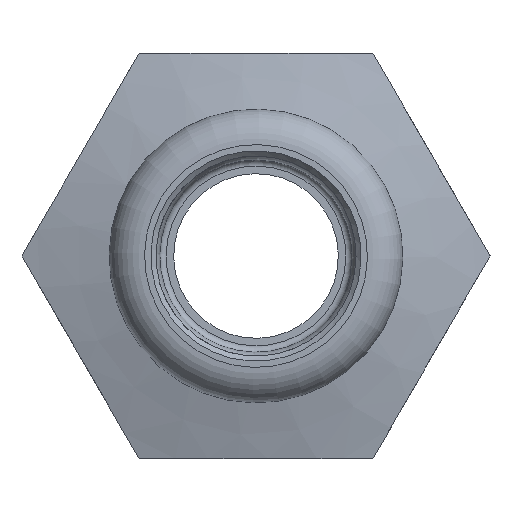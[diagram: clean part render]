
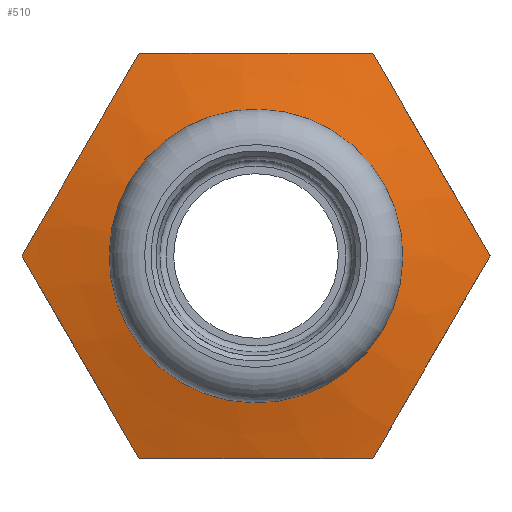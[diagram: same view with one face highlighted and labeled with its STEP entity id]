
A CAD part, left-side view. The second image highlights one B-rep face of the part: STEP entity #510.
In plain terms, the highlighted conical face has half-angle 75 degrees and reference radius 9.1 mm.
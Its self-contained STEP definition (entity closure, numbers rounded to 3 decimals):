
#28=(
BOUNDED_CURVE()
B_SPLINE_CURVE(2,(#877,#878,#879),.UNSPECIFIED.,.F.,.F.)
B_SPLINE_CURVE_WITH_KNOTS((3,3),(10.297,13.713),
 .UNSPECIFIED.)
CURVE()
GEOMETRIC_REPRESENTATION_ITEM()
RATIONAL_B_SPLINE_CURVE((3.719,3.731,3.452))
REPRESENTATION_ITEM('')
);
#29=(
BOUNDED_CURVE()
B_SPLINE_CURVE(2,(#882,#883,#884),.UNSPECIFIED.,.F.,.F.)
B_SPLINE_CURVE_WITH_KNOTS((3,3),(7.169,10.297),
 .UNSPECIFIED.)
CURVE()
GEOMETRIC_REPRESENTATION_ITEM()
RATIONAL_B_SPLINE_CURVE((3.452,3.708,3.719))
REPRESENTATION_ITEM('')
);
#30=(
BOUNDED_CURVE()
B_SPLINE_CURVE(2,(#887,#888,#889),.UNSPECIFIED.,.F.,.F.)
B_SPLINE_CURVE_WITH_KNOTS((3,3),(7.169,13.713),
 .UNSPECIFIED.)
CURVE()
GEOMETRIC_REPRESENTATION_ITEM()
RATIONAL_B_SPLINE_CURVE((3.452,3.987,3.452))
REPRESENTATION_ITEM('')
);
#38=CONICAL_SURFACE('',#588,9.1,1.309);
#39=B_SPLINE_CURVE_WITH_KNOTS('',5,(#772,#773,#774,#775,#776,#777,#778,
#779,#780,#781,#782,#783,#784,#785,#786),.UNSPECIFIED.,.F.,.F.,(6,3,3,3,
6),(0.,25.449,65.798,94.946,106.548),
 .UNSPECIFIED.);
#41=B_SPLINE_CURVE_WITH_KNOTS('',5,(#805,#806,#807,#808,#809,#810,#811,
#812,#813,#814,#815,#816,#817,#818,#819),.UNSPECIFIED.,.F.,.F.,(6,3,3,3,
6),(0.,25.449,65.798,94.946,106.548),
 .UNSPECIFIED.);
#45=B_SPLINE_CURVE_WITH_KNOTS('',5,(#896,#897,#898,#899,#900,#901,#902,
#903,#904,#905,#906,#907,#908,#909,#910),.UNSPECIFIED.,.F.,.F.,(6,3,3,3,
6),(0.,25.449,65.798,94.946,106.548),
 .UNSPECIFIED.);
#46=B_SPLINE_CURVE_WITH_KNOTS('',5,(#913,#914,#915,#916,#917,#918,#919,
#920,#921,#922,#923,#924,#925,#926,#927),.UNSPECIFIED.,.F.,.F.,(6,3,3,3,
6),(0.,25.449,65.798,94.946,106.548),
 .UNSPECIFIED.);
#80=FACE_OUTER_BOUND('',#114,.T.);
#114=EDGE_LOOP('',(#408,#409,#410,#411,#412,#413,#414,#415,#416,#417,#418));
#141=LINE('',#988,#161);
#161=VECTOR('',#720,9.1);
#189=CIRCLE('',#589,9.841);
#190=CIRCLE('',#590,9.841);
#202=VERTEX_POINT('',#770);
#203=VERTEX_POINT('',#771);
#206=VERTEX_POINT('',#804);
#213=VERTEX_POINT('',#876);
#214=VERTEX_POINT('',#880);
#215=VERTEX_POINT('',#886);
#217=VERTEX_POINT('',#895);
#235=VERTEX_POINT('',#987);
#236=VERTEX_POINT('',#989);
#246=EDGE_CURVE('',#202,#203,#39,.T.);
#250=EDGE_CURVE('',#203,#206,#41,.T.);
#260=EDGE_CURVE('',#202,#213,#28,.F.);
#262=EDGE_CURVE('',#213,#214,#29,.F.);
#263=EDGE_CURVE('',#215,#206,#30,.F.);
#266=EDGE_CURVE('',#217,#214,#45,.T.);
#268=EDGE_CURVE('',#215,#217,#46,.T.);
#297=EDGE_CURVE('',#213,#235,#141,.T.);
#298=EDGE_CURVE('',#236,#235,#189,.F.);
#299=EDGE_CURVE('',#235,#236,#190,.F.);
#408=ORIENTED_EDGE('',*,*,#260,.T.);
#409=ORIENTED_EDGE('',*,*,#297,.T.);
#410=ORIENTED_EDGE('',*,*,#298,.F.);
#411=ORIENTED_EDGE('',*,*,#299,.F.);
#412=ORIENTED_EDGE('',*,*,#297,.F.);
#413=ORIENTED_EDGE('',*,*,#262,.T.);
#414=ORIENTED_EDGE('',*,*,#266,.F.);
#415=ORIENTED_EDGE('',*,*,#268,.F.);
#416=ORIENTED_EDGE('',*,*,#263,.T.);
#417=ORIENTED_EDGE('',*,*,#250,.F.);
#418=ORIENTED_EDGE('',*,*,#246,.F.);
#510=ADVANCED_FACE('',(#80),#38,.T.);
#588=AXIS2_PLACEMENT_3D('',#986,#718,#719);
#589=AXIS2_PLACEMENT_3D('',#990,#721,#722);
#590=AXIS2_PLACEMENT_3D('',#991,#723,#724);
#718=DIRECTION('center_axis',(1.,0.,0.));
#719=DIRECTION('ref_axis',(0.,-0.878,-0.479));
#720=DIRECTION('',(-0.259,-0.848,-0.463));
#721=DIRECTION('center_axis',(1.,0.,0.));
#722=DIRECTION('ref_axis',(0.,-1.,0.));
#723=DIRECTION('center_axis',(1.,0.,0.));
#724=DIRECTION('ref_axis',(0.,-1.,0.));
#770=CARTESIAN_POINT('',(17.312,9.238,16.));
#771=CARTESIAN_POINT('',(17.312,-9.238,16.));
#772=CARTESIAN_POINT('Ctrl Pts',(17.312,9.238,16.));
#773=CARTESIAN_POINT('Ctrl Pts',(17.171,8.182,16.));
#774=CARTESIAN_POINT('Ctrl Pts',(17.054,7.197,16.));
#775=CARTESIAN_POINT('Ctrl Pts',(16.957,6.263,16.));
#776=CARTESIAN_POINT('Ctrl Pts',(16.753,3.952,16.));
#777=CARTESIAN_POINT('Ctrl Pts',(16.657,1.834,16.));
#778=CARTESIAN_POINT('Ctrl Pts',(16.632,0.569,16.));
#779=CARTESIAN_POINT('Ctrl Pts',(16.644,-1.606,16.));
#780=CARTESIAN_POINT('Ctrl Pts',(16.762,-3.873,16.));
#781=CARTESIAN_POINT('Ctrl Pts',(16.831,-4.852,16.));
#782=CARTESIAN_POINT('Ctrl Pts',(16.957,-6.282,16.));
#783=CARTESIAN_POINT('Ctrl Pts',(17.134,-7.836,16.));
#784=CARTESIAN_POINT('Ctrl Pts',(17.188,-8.29,16.));
#785=CARTESIAN_POINT('Ctrl Pts',(17.248,-8.756,16.));
#786=CARTESIAN_POINT('Ctrl Pts',(17.312,-9.238,16.));
#804=CARTESIAN_POINT('',(17.312,-18.475,0.));
#805=CARTESIAN_POINT('Ctrl Pts',(17.312,-9.238,16.));
#806=CARTESIAN_POINT('Ctrl Pts',(17.171,-9.765,15.086));
#807=CARTESIAN_POINT('Ctrl Pts',(17.054,-10.258,14.232));
#808=CARTESIAN_POINT('Ctrl Pts',(16.957,-10.725,13.424));
#809=CARTESIAN_POINT('Ctrl Pts',(16.753,-11.881,11.422));
#810=CARTESIAN_POINT('Ctrl Pts',(16.657,-12.939,9.588));
#811=CARTESIAN_POINT('Ctrl Pts',(16.632,-13.572,8.493));
#812=CARTESIAN_POINT('Ctrl Pts',(16.644,-14.66,6.609));
#813=CARTESIAN_POINT('Ctrl Pts',(16.762,-15.793,4.646));
#814=CARTESIAN_POINT('Ctrl Pts',(16.831,-16.282,3.798));
#815=CARTESIAN_POINT('Ctrl Pts',(16.957,-16.997,2.56));
#816=CARTESIAN_POINT('Ctrl Pts',(17.134,-17.774,1.214));
#817=CARTESIAN_POINT('Ctrl Pts',(17.188,-18.001,0.821));
#818=CARTESIAN_POINT('Ctrl Pts',(17.248,-18.235,0.417));
#819=CARTESIAN_POINT('Ctrl Pts',(17.312,-18.475,0.));
#876=CARTESIAN_POINT('',(16.65,14.045,7.673));
#877=CARTESIAN_POINT('Ctrl Pts',(16.65,14.045,7.673));
#878=CARTESIAN_POINT('Ctrl Pts',(16.622,11.814,11.538));
#879=CARTESIAN_POINT('Ctrl Pts',(17.312,9.238,16.));
#880=CARTESIAN_POINT('',(17.312,18.475,0.));
#882=CARTESIAN_POINT('Ctrl Pts',(17.312,18.475,0.));
#883=CARTESIAN_POINT('Ctrl Pts',(16.676,16.101,4.111));
#884=CARTESIAN_POINT('Ctrl Pts',(16.65,14.045,7.673));
#886=CARTESIAN_POINT('',(17.312,-9.238,-16.));
#887=CARTESIAN_POINT('Ctrl Pts',(17.312,-18.475,0.));
#888=CARTESIAN_POINT('Ctrl Pts',(16.074,-13.856,-8.));
#889=CARTESIAN_POINT('Ctrl Pts',(17.312,-9.238,-16.));
#895=CARTESIAN_POINT('',(17.312,9.238,-16.));
#896=CARTESIAN_POINT('Ctrl Pts',(17.312,9.238,-16.));
#897=CARTESIAN_POINT('Ctrl Pts',(17.171,9.765,-15.086));
#898=CARTESIAN_POINT('Ctrl Pts',(17.054,10.258,-14.232));
#899=CARTESIAN_POINT('Ctrl Pts',(16.957,10.725,-13.424));
#900=CARTESIAN_POINT('Ctrl Pts',(16.753,11.881,-11.422));
#901=CARTESIAN_POINT('Ctrl Pts',(16.657,12.939,-9.588));
#902=CARTESIAN_POINT('Ctrl Pts',(16.632,13.572,-8.493));
#903=CARTESIAN_POINT('Ctrl Pts',(16.644,14.66,-6.609));
#904=CARTESIAN_POINT('Ctrl Pts',(16.762,15.793,-4.646));
#905=CARTESIAN_POINT('Ctrl Pts',(16.831,16.282,-3.798));
#906=CARTESIAN_POINT('Ctrl Pts',(16.957,16.997,-2.56));
#907=CARTESIAN_POINT('Ctrl Pts',(17.134,17.774,-1.214));
#908=CARTESIAN_POINT('Ctrl Pts',(17.188,18.001,-0.821));
#909=CARTESIAN_POINT('Ctrl Pts',(17.248,18.235,-0.417));
#910=CARTESIAN_POINT('Ctrl Pts',(17.312,18.475,0.));
#913=CARTESIAN_POINT('Ctrl Pts',(17.312,-9.238,-16.));
#914=CARTESIAN_POINT('Ctrl Pts',(17.171,-8.182,-16.));
#915=CARTESIAN_POINT('Ctrl Pts',(17.054,-7.197,-16.));
#916=CARTESIAN_POINT('Ctrl Pts',(16.957,-6.263,-16.));
#917=CARTESIAN_POINT('Ctrl Pts',(16.753,-3.952,-16.));
#918=CARTESIAN_POINT('Ctrl Pts',(16.657,-1.834,-16.));
#919=CARTESIAN_POINT('Ctrl Pts',(16.632,-0.569,-16.));
#920=CARTESIAN_POINT('Ctrl Pts',(16.644,1.606,-16.));
#921=CARTESIAN_POINT('Ctrl Pts',(16.762,3.873,-16.));
#922=CARTESIAN_POINT('Ctrl Pts',(16.831,4.852,-16.));
#923=CARTESIAN_POINT('Ctrl Pts',(16.957,6.282,-16.));
#924=CARTESIAN_POINT('Ctrl Pts',(17.134,7.836,-16.));
#925=CARTESIAN_POINT('Ctrl Pts',(17.188,8.29,-16.));
#926=CARTESIAN_POINT('Ctrl Pts',(17.248,8.756,-16.));
#927=CARTESIAN_POINT('Ctrl Pts',(17.312,9.238,-16.));
#986=CARTESIAN_POINT('Origin',(14.8,0.,0.));
#987=CARTESIAN_POINT('',(14.999,8.636,4.718));
#988=CARTESIAN_POINT('',(14.8,7.986,4.363));
#989=CARTESIAN_POINT('',(14.999,-8.636,4.718));
#990=CARTESIAN_POINT('Origin',(14.999,0.,0.));
#991=CARTESIAN_POINT('Origin',(14.999,0.,0.));
